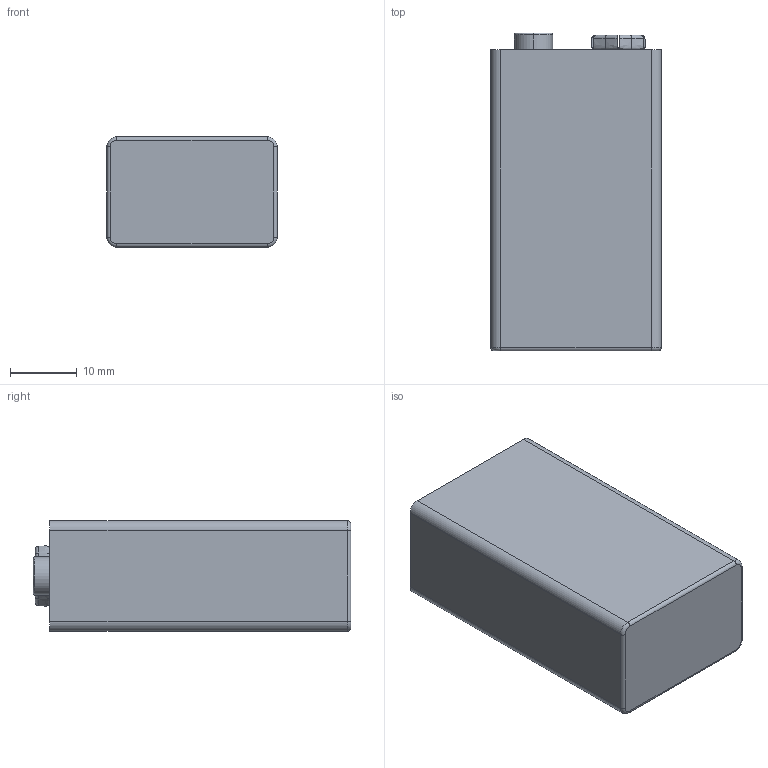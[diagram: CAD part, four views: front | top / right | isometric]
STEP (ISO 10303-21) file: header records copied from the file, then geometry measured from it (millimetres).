
FILE_DESCRIPTION (( 'STEP AP203' ), '1' );
FILE_NAME ('bat-PP3-6LR61.STEP', '2020-05-27T07:27:55', ( '' ), ( '' ), 'SwSTEP 2.0', 'SolidWorks 2014', '' );
FILE_SCHEMA (( 'CONFIG_CONTROL_DESIGN' ));
Length unit declared in the file: millimetre
Products named in the file (1): bat-PP3-6LR61
Bounding box: 25.5 x 47.5 x 16.5 mm (x, y, z)
Volume: 18821.3 mm3; surface area: 4815.4 mm2
Topology: 1 solids, 1 shells, 312 faces, 725 edges, 424 vertices
Faces by surface type: bspline 156, plane 86, cylinder 62, torus 8
Entity records: 15561 total; most frequent: CARTESIAN_POINT 9706, ORIENTED_EDGE 1450, DIRECTION 800, EDGE_CURVE 725, VERTEX_POINT 424, B_SPLINE_CURVE_WITH_KNOTS 330, EDGE_LOOP 321, FACE_OUTER_BOUND 312
